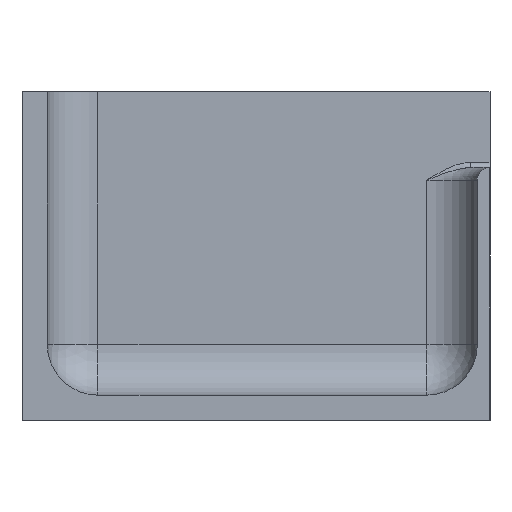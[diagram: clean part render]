
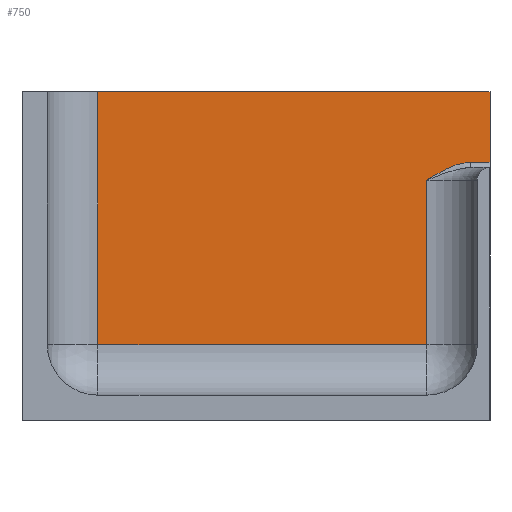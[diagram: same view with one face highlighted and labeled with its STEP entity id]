
A CAD part, left-side view. The second image highlights one B-rep face of the part: STEP entity #750.
In plain terms, the highlighted planar face has unit normal (-1, 0, 0).
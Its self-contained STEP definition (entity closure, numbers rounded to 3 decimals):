
#58=CARTESIAN_POINT('',(325.,377.5,65.));
#59=VERTEX_POINT('',#58);
#66=CARTESIAN_POINT('',(325.,377.5,51.));
#67=VERTEX_POINT('',#66);
#68=CARTESIAN_POINT('',(325.,377.5,51.));
#69=DIRECTION('',(0.,0.,1.));
#70=VECTOR('',#69,14.);
#71=LINE('',#68,#70);
#72=EDGE_CURVE('',#67,#59,#71,.T.);
#205=CARTESIAN_POINT('',(325.,390.,15.));
#206=VERTEX_POINT('',#205);
#252=CARTESIAN_POINT('',(325.,455.,15.));
#253=VERTEX_POINT('',#252);
#317=CARTESIAN_POINT('',(325.,390.,47.5));
#318=VERTEX_POINT('',#317);
#610=CARTESIAN_POINT('',(325.,381.325,51.));
#611=VERTEX_POINT('',#610);
#612=CARTESIAN_POINT('',(325.,390.,47.5));
#613=CARTESIAN_POINT('',(325.,389.331,47.917));
#614=CARTESIAN_POINT('',(325.,388.661,48.335));
#615=CARTESIAN_POINT('',(325.,387.981,48.731));
#616=CARTESIAN_POINT('',(325.,387.3,49.128));
#617=CARTESIAN_POINT('',(325.,386.609,49.503));
#618=CARTESIAN_POINT('',(325.,385.895,49.834));
#619=CARTESIAN_POINT('',(325.,385.538,50.));
#620=CARTESIAN_POINT('',(325.,385.175,50.154));
#621=CARTESIAN_POINT('',(325.,384.805,50.294));
#622=CARTESIAN_POINT('',(325.,384.435,50.433));
#623=CARTESIAN_POINT('',(325.,384.055,50.559));
#624=CARTESIAN_POINT('',(325.,383.672,50.663));
#625=CARTESIAN_POINT('',(325.,383.289,50.768));
#626=CARTESIAN_POINT('',(325.,382.902,50.851));
#627=CARTESIAN_POINT('',(325.,382.512,50.909));
#628=CARTESIAN_POINT('',(325.,382.121,50.967));
#629=CARTESIAN_POINT('',(325.,381.726,51.));
#630=CARTESIAN_POINT('',(325.,381.325,51.));
#631=B_SPLINE_CURVE_WITH_KNOTS('',3,(#612,#613,#614,#615,#616,#617,#618,#619,#620,#621,#622,#623,#624,#625,#626,#627,#628,#629,#630),.UNSPECIFIED.,.F.,.F.,(4,3,3,3,3,3,4),(0.,0.002,0.005,0.006,0.007,0.008,0.009),.UNSPECIFIED.);
#632=EDGE_CURVE('',#318,#611,#631,.T.);
#652=CARTESIAN_POINT('',(325.,390.,15.));
#653=DIRECTION('',(-0.,-0.,1.));
#654=VECTOR('',#653,32.5);
#655=LINE('',#652,#654);
#656=EDGE_CURVE('',#206,#318,#655,.T.);
#670=CARTESIAN_POINT('',(325.,455.,15.));
#671=DIRECTION('',(0.,-1.,-0.));
#672=VECTOR('',#671,65.);
#673=LINE('',#670,#672);
#674=EDGE_CURVE('',#253,#206,#673,.T.);
#684=CARTESIAN_POINT('',(325.,455.,65.));
#685=VERTEX_POINT('',#684);
#695=CARTESIAN_POINT('',(325.,455.,65.));
#696=DIRECTION('',(0.,0.,-1.));
#697=VECTOR('',#696,50.);
#698=LINE('',#695,#697);
#699=EDGE_CURVE('',#685,#253,#698,.T.);
#726=CARTESIAN_POINT('',(325.,235.,65.));
#727=DIRECTION('',(-1.,-0.,0.));
#728=DIRECTION('',(0.,-1.,0.));
#729=AXIS2_PLACEMENT_3D('',#726,#727,#728);
#730=PLANE('',#729);
#731=CARTESIAN_POINT('',(325.,381.325,51.));
#732=DIRECTION('',(0.,-1.,0.));
#733=VECTOR('',#732,3.825);
#734=LINE('',#731,#733);
#735=EDGE_CURVE('',#611,#67,#734,.T.);
#736=ORIENTED_EDGE('',*,*,#735,.T.);
#737=ORIENTED_EDGE('',*,*,#72,.T.);
#738=CARTESIAN_POINT('',(325.,377.5,65.));
#739=DIRECTION('',(-0.,1.,0.));
#740=VECTOR('',#739,77.5);
#741=LINE('',#738,#740);
#742=EDGE_CURVE('',#59,#685,#741,.T.);
#743=ORIENTED_EDGE('',*,*,#742,.T.);
#744=ORIENTED_EDGE('',*,*,#699,.T.);
#745=ORIENTED_EDGE('',*,*,#674,.T.);
#746=ORIENTED_EDGE('',*,*,#656,.T.);
#747=ORIENTED_EDGE('',*,*,#632,.T.);
#748=EDGE_LOOP('',(#736,#737,#743,#744,#745,#746,#747));
#749=FACE_BOUND('',#748,.T.);
#750=ADVANCED_FACE('',(#749),#730,.T.);
